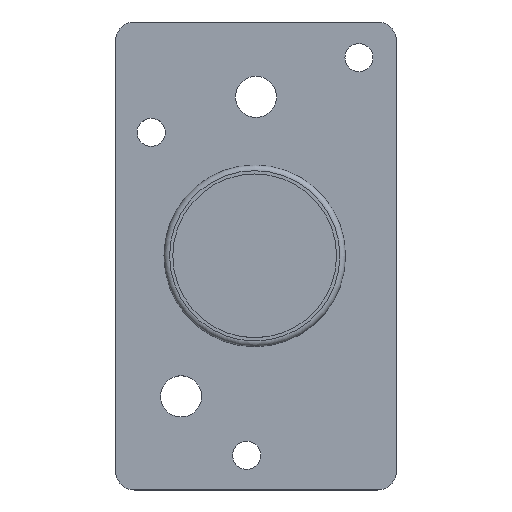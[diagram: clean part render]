
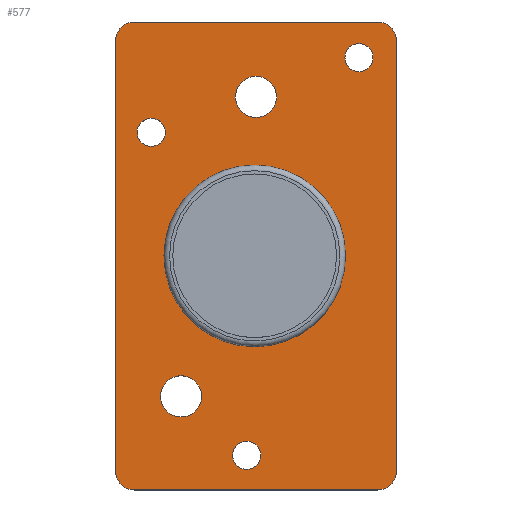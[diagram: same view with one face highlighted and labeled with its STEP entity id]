
A CAD part, top view. The second image highlights one B-rep face of the part: STEP entity #577.
In plain terms, the highlighted planar face has unit normal (0, 0, 1).
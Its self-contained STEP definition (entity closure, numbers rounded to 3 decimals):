
#60 = VERTEX_POINT('',#61);
#61 = CARTESIAN_POINT('',(0.,1.,1.));
#67 = EDGE_CURVE('',#60,#68,#70,.T.);
#68 = VERTEX_POINT('',#69);
#69 = CARTESIAN_POINT('',(0.,24.,1.));
#70 = LINE('',#71,#72);
#71 = CARTESIAN_POINT('',(0.,1.,1.));
#72 = VECTOR('',#73,1.);
#73 = DIRECTION('',(0.,1.,0.));
#98 = EDGE_CURVE('',#68,#99,#101,.T.);
#99 = VERTEX_POINT('',#100);
#100 = CARTESIAN_POINT('',(1.,25.,1.));
#101 = CIRCLE('',#102,1.);
#102 = AXIS2_PLACEMENT_3D('',#103,#104,#105);
#103 = CARTESIAN_POINT('',(1.,24.,1.));
#104 = DIRECTION('',(0.,0.,-1.));
#105 = DIRECTION('',(-1.,0.,0.));
#131 = EDGE_CURVE('',#99,#132,#134,.T.);
#132 = VERTEX_POINT('',#133);
#133 = CARTESIAN_POINT('',(14.,25.,1.));
#134 = LINE('',#135,#136);
#135 = CARTESIAN_POINT('',(1.,25.,1.));
#136 = VECTOR('',#137,1.);
#137 = DIRECTION('',(1.,0.,0.));
#162 = EDGE_CURVE('',#132,#163,#165,.T.);
#163 = VERTEX_POINT('',#164);
#164 = CARTESIAN_POINT('',(15.,24.,1.));
#165 = CIRCLE('',#166,1.);
#166 = AXIS2_PLACEMENT_3D('',#167,#168,#169);
#167 = CARTESIAN_POINT('',(14.,24.,1.));
#168 = DIRECTION('',(0.,0.,-1.));
#169 = DIRECTION('',(0.,1.,0.));
#195 = EDGE_CURVE('',#163,#196,#198,.T.);
#196 = VERTEX_POINT('',#197);
#197 = CARTESIAN_POINT('',(15.,1.,1.));
#198 = LINE('',#199,#200);
#199 = CARTESIAN_POINT('',(15.,24.,1.));
#200 = VECTOR('',#201,1.);
#201 = DIRECTION('',(0.,-1.,0.));
#226 = EDGE_CURVE('',#196,#227,#229,.T.);
#227 = VERTEX_POINT('',#228);
#228 = CARTESIAN_POINT('',(14.,0.,1.));
#229 = CIRCLE('',#230,1.);
#230 = AXIS2_PLACEMENT_3D('',#231,#232,#233);
#231 = CARTESIAN_POINT('',(14.,1.,1.));
#232 = DIRECTION('',(0.,0.,-1.));
#233 = DIRECTION('',(1.,0.,0.));
#259 = EDGE_CURVE('',#227,#260,#262,.T.);
#260 = VERTEX_POINT('',#261);
#261 = CARTESIAN_POINT('',(1.,0.,1.));
#262 = LINE('',#263,#264);
#263 = CARTESIAN_POINT('',(14.,0.,1.));
#264 = VECTOR('',#265,1.);
#265 = DIRECTION('',(-1.,0.,0.));
#290 = EDGE_CURVE('',#260,#60,#291,.T.);
#291 = CIRCLE('',#292,1.);
#292 = AXIS2_PLACEMENT_3D('',#293,#294,#295);
#293 = CARTESIAN_POINT('',(1.,1.,1.));
#294 = DIRECTION('',(0.,0.,-1.));
#295 = DIRECTION('',(0.,-1.,0.));
#316 = VERTEX_POINT('',#317);
#317 = CARTESIAN_POINT('',(4.6,5.,1.));
#323 = EDGE_CURVE('',#316,#316,#324,.T.);
#324 = CIRCLE('',#325,1.1);
#325 = AXIS2_PLACEMENT_3D('',#326,#327,#328);
#326 = CARTESIAN_POINT('',(3.5,5.,1.));
#327 = DIRECTION('',(0.,0.,1.));
#328 = DIRECTION('',(1.,0.,0.));
#349 = VERTEX_POINT('',#350);
#350 = CARTESIAN_POINT('',(2.65,19.1,1.));
#356 = EDGE_CURVE('',#349,#349,#357,.T.);
#357 = CIRCLE('',#358,0.75);
#358 = AXIS2_PLACEMENT_3D('',#359,#360,#361);
#359 = CARTESIAN_POINT('',(1.9,19.1,1.));
#360 = DIRECTION('',(0.,0.,1.));
#361 = DIRECTION('',(1.,0.,0.));
#382 = VERTEX_POINT('',#383);
#383 = CARTESIAN_POINT('',(6.561,13.5,1.));
#389 = EDGE_CURVE('',#382,#382,#390,.T.);
#390 = CIRCLE('',#391,0.4);
#391 = AXIS2_PLACEMENT_3D('',#392,#393,#394);
#392 = CARTESIAN_POINT('',(6.161,13.5,1.));
#393 = DIRECTION('',(0.,0.,1.));
#394 = DIRECTION('',(1.,0.,0.));
#415 = VERTEX_POINT('',#416);
#416 = CARTESIAN_POINT('',(7.75,1.85,1.));
#422 = EDGE_CURVE('',#415,#415,#423,.T.);
#423 = CIRCLE('',#424,0.75);
#424 = AXIS2_PLACEMENT_3D('',#425,#426,#427);
#425 = CARTESIAN_POINT('',(7.,1.85,1.));
#426 = DIRECTION('',(0.,0.,1.));
#427 = DIRECTION('',(1.,0.,0.));
#448 = VERTEX_POINT('',#449);
#449 = CARTESIAN_POINT('',(9.101,13.5,1.));
#455 = EDGE_CURVE('',#448,#448,#456,.T.);
#456 = CIRCLE('',#457,0.4);
#457 = AXIS2_PLACEMENT_3D('',#458,#459,#460);
#458 = CARTESIAN_POINT('',(8.701,13.5,1.));
#459 = DIRECTION('',(0.,0.,1.));
#460 = DIRECTION('',(1.,0.,0.));
#481 = VERTEX_POINT('',#482);
#482 = CARTESIAN_POINT('',(8.6,21.,1.));
#488 = EDGE_CURVE('',#481,#481,#489,.T.);
#489 = CIRCLE('',#490,1.1);
#490 = AXIS2_PLACEMENT_3D('',#491,#492,#493);
#491 = CARTESIAN_POINT('',(7.5,21.,1.));
#492 = DIRECTION('',(0.,0.,1.));
#493 = DIRECTION('',(1.,0.,0.));
#514 = VERTEX_POINT('',#515);
#515 = CARTESIAN_POINT('',(13.75,23.1,1.));
#521 = EDGE_CURVE('',#514,#514,#522,.T.);
#522 = CIRCLE('',#523,0.75);
#523 = AXIS2_PLACEMENT_3D('',#524,#525,#526);
#524 = CARTESIAN_POINT('',(13.,23.1,1.));
#525 = DIRECTION('',(0.,0.,1.));
#526 = DIRECTION('',(1.,0.,0.));
#577 = ADVANCED_FACE('',(#578,#588,#591,#594,#597,#600,#603,#606),#609,
  .T.);
#578 = FACE_BOUND('',#579,.F.);
#579 = EDGE_LOOP('',(#580,#581,#582,#583,#584,#585,#586,#587));
#580 = ORIENTED_EDGE('',*,*,#67,.T.);
#581 = ORIENTED_EDGE('',*,*,#98,.T.);
#582 = ORIENTED_EDGE('',*,*,#131,.T.);
#583 = ORIENTED_EDGE('',*,*,#162,.T.);
#584 = ORIENTED_EDGE('',*,*,#195,.T.);
#585 = ORIENTED_EDGE('',*,*,#226,.T.);
#586 = ORIENTED_EDGE('',*,*,#259,.T.);
#587 = ORIENTED_EDGE('',*,*,#290,.T.);
#588 = FACE_BOUND('',#589,.T.);
#589 = EDGE_LOOP('',(#590));
#590 = ORIENTED_EDGE('',*,*,#323,.F.);
#591 = FACE_BOUND('',#592,.T.);
#592 = EDGE_LOOP('',(#593));
#593 = ORIENTED_EDGE('',*,*,#356,.F.);
#594 = FACE_BOUND('',#595,.T.);
#595 = EDGE_LOOP('',(#596));
#596 = ORIENTED_EDGE('',*,*,#389,.F.);
#597 = FACE_BOUND('',#598,.T.);
#598 = EDGE_LOOP('',(#599));
#599 = ORIENTED_EDGE('',*,*,#422,.F.);
#600 = FACE_BOUND('',#601,.T.);
#601 = EDGE_LOOP('',(#602));
#602 = ORIENTED_EDGE('',*,*,#455,.F.);
#603 = FACE_BOUND('',#604,.T.);
#604 = EDGE_LOOP('',(#605));
#605 = ORIENTED_EDGE('',*,*,#488,.F.);
#606 = FACE_BOUND('',#607,.T.);
#607 = EDGE_LOOP('',(#608));
#608 = ORIENTED_EDGE('',*,*,#521,.F.);
#609 = PLANE('',#610);
#610 = AXIS2_PLACEMENT_3D('',#611,#612,#613);
#611 = CARTESIAN_POINT('',(0.,1.,1.));
#612 = DIRECTION('',(0.,0.,1.));
#613 = DIRECTION('',(1.,0.,0.));
